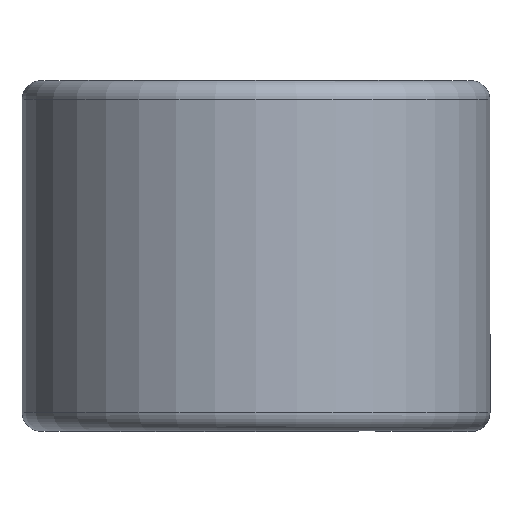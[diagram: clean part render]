
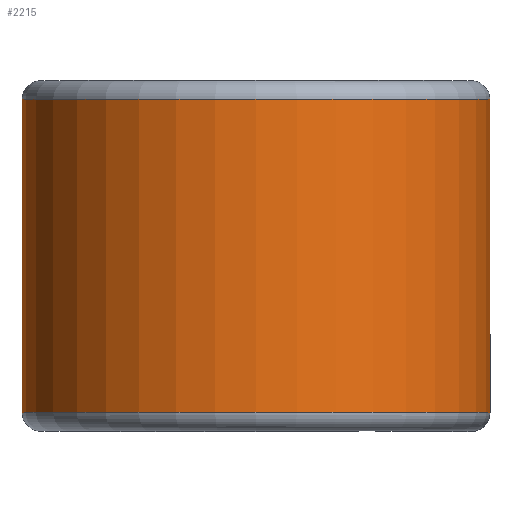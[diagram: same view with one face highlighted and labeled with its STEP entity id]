
A CAD part, top view. The second image highlights one B-rep face of the part: STEP entity #2215.
In plain terms, the highlighted cylindrical face has radius 9.538 mm (diameter 19.075 mm), a partial arc.
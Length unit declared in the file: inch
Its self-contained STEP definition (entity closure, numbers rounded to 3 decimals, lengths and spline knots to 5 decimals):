
#36 = VECTOR ( 'NONE', #1545, 39.37008 ) ;
#105 = CARTESIAN_POINT ( 'NONE',  ( 0., 0.25125, -0.3755 ) ) ;
#217 = DIRECTION ( 'NONE',  ( 0., -1., 0. ) ) ;
#233 = VERTEX_POINT ( 'NONE', #1160 ) ;
#237 = VERTEX_POINT ( 'NONE', #1178 ) ;
#303 = EDGE_CURVE ( 'NONE', #1386, #233, #1018, .T. ) ;
#353 = CARTESIAN_POINT ( 'NONE',  ( 0., -0.25125, 0. ) ) ;
#388 = CARTESIAN_POINT ( 'NONE',  ( 0., 0.25125, -0.3755 ) ) ;
#422 = ORIENTED_EDGE ( 'NONE', *, *, #2226, .F. ) ;
#548 = EDGE_CURVE ( 'NONE', #233, #686, #888, .T. ) ;
#611 = AXIS2_PLACEMENT_3D ( 'NONE', #1675, #959, #2148 ) ;
#662 = ORIENTED_EDGE ( 'NONE', *, *, #548, .T. ) ;
#663 = ORIENTED_EDGE ( 'NONE', *, *, #1100, .F. ) ;
#666 = DIRECTION ( 'NONE',  ( 0., -1., 0. ) ) ;
#686 = VERTEX_POINT ( 'NONE', #105 ) ;
#698 = CIRCLE ( 'NONE', #2004, 0.3755 ) ;
#829 = VECTOR ( 'NONE', #2153, 39.37008 ) ;
#834 = CARTESIAN_POINT ( 'NONE',  ( 0.3755, 0.25125, 0. ) ) ;
#851 = CYLINDRICAL_SURFACE ( 'NONE', #1062, 0.3755 ) ;
#888 = CIRCLE ( 'NONE', #611, 0.3755 ) ;
#959 = DIRECTION ( 'NONE',  ( 0., -1., 0. ) ) ;
#1018 = LINE ( 'NONE', #834, #36 ) ;
#1062 = AXIS2_PLACEMENT_3D ( 'NONE', #2281, #666, #1233 ) ;
#1100 = EDGE_CURVE ( 'NONE', #1386, #237, #698, .T. ) ;
#1160 = CARTESIAN_POINT ( 'NONE',  ( 0.3755, 0.25125, 0. ) ) ;
#1178 = CARTESIAN_POINT ( 'NONE',  ( 0., -0.25125, -0.3755 ) ) ;
#1233 = DIRECTION ( 'NONE',  ( 0., 0., -1. ) ) ;
#1275 = DIRECTION ( 'NONE',  ( 0., 0., -1. ) ) ;
#1386 = VERTEX_POINT ( 'NONE', #1660 ) ;
#1545 = DIRECTION ( 'NONE',  ( 0., 1., 0. ) ) ;
#1660 = CARTESIAN_POINT ( 'NONE',  ( 0.3755, -0.25125, 0. ) ) ;
#1675 = CARTESIAN_POINT ( 'NONE',  ( 0., 0.25125, 0. ) ) ;
#1708 = EDGE_LOOP ( 'NONE', ( #1737, #662, #422, #663 ) ) ;
#1737 = ORIENTED_EDGE ( 'NONE', *, *, #303, .T. ) ;
#1934 = LINE ( 'NONE', #388, #829 ) ;
#2004 = AXIS2_PLACEMENT_3D ( 'NONE', #353, #217, #1275 ) ;
#2148 = DIRECTION ( 'NONE',  ( 0., 0., -1. ) ) ;
#2153 = DIRECTION ( 'NONE',  ( 0., 1., 0. ) ) ;
#2215 = ADVANCED_FACE ( 'NONE', ( #2263 ), #851, .T. ) ;
#2226 = EDGE_CURVE ( 'NONE', #237, #686, #1934, .T. ) ;
#2263 = FACE_OUTER_BOUND ( 'NONE', #1708, .T. ) ;
#2281 = CARTESIAN_POINT ( 'NONE',  ( 0., 0.25, 0. ) ) ;
